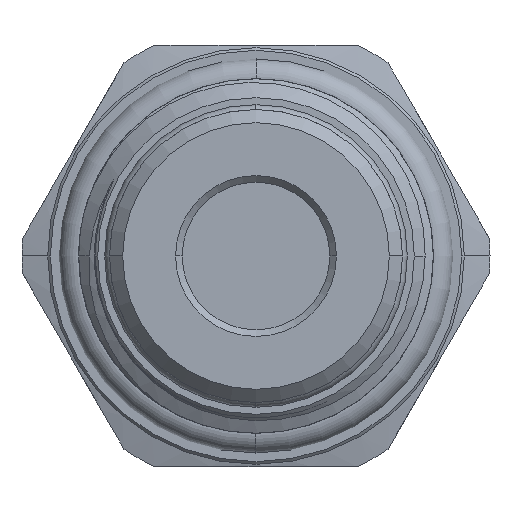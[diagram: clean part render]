
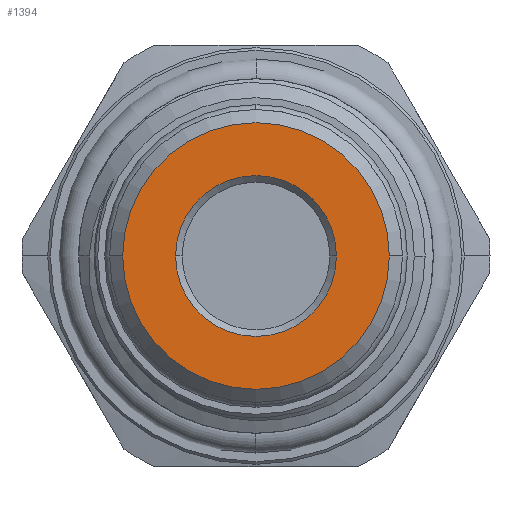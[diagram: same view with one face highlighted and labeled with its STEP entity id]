
A CAD part, left-side view. The second image highlights one B-rep face of the part: STEP entity #1394.
In plain terms, the highlighted planar face has unit normal (-1, 0, 0).
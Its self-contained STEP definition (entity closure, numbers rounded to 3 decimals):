
#75 = CARTESIAN_POINT ( 'NONE',  ( -78.15, -6.1, 0. ) ) ;
#1096 = VERTEX_POINT ( 'NONE', #75 ) ;
#1394 = ADVANCED_FACE ( 'NONE', ( #4700, #4706 ), #6529, .T. ) ;
#2001 = EDGE_CURVE ( 'NONE', #13342, #1096, #9278, .T. ) ;
#2038 = EDGE_CURVE ( 'NONE', #2678, #2752, #9328, .T. ) ;
#2195 = EDGE_CURVE ( 'NONE', #1096, #13342, #9493, .T. ) ;
#2196 = EDGE_CURVE ( 'NONE', #2752, #2678, #9495, .T. ) ;
#2399 = AXIS2_PLACEMENT_3D ( 'NONE', #6526, #6531, #6532 ) ;
#2678 = VERTEX_POINT ( 'NONE', #13924 ) ;
#2752 = VERTEX_POINT ( 'NONE', #13999 ) ;
#2808 = EDGE_LOOP ( 'NONE', ( #4291, #4292 ) ) ;
#2834 = EDGE_LOOP ( 'NONE', ( #4289, #4290 ) ) ;
#4289 = ORIENTED_EDGE ( 'NONE', *, *, #2001, .T. ) ;
#4290 = ORIENTED_EDGE ( 'NONE', *, *, #2195, .T. ) ;
#4291 = ORIENTED_EDGE ( 'NONE', *, *, #2196, .T. ) ;
#4292 = ORIENTED_EDGE ( 'NONE', *, *, #2038, .T. ) ;
#4700 = FACE_BOUND ( 'NONE', #2834, .T. ) ;
#4706 = FACE_OUTER_BOUND ( 'NONE', #2808, .T. ) ;
#6526 = CARTESIAN_POINT ( 'NONE',  ( -78.15, 0., 0. ) ) ;
#6529 = PLANE ( 'NONE',  #2399 ) ;
#6531 = DIRECTION ( 'NONE',  ( -1., 0., 0. ) ) ;
#6532 = DIRECTION ( 'NONE',  ( 0., 1., 0. ) ) ;
#9278 = CIRCLE ( 'NONE', #9923, 6.1 ) ;
#9328 = CIRCLE ( 'NONE', #9946, 10.11 ) ;
#9493 = CIRCLE ( 'NONE', #10016, 6.1 ) ;
#9495 = CIRCLE ( 'NONE', #10017, 10.11 ) ;
#9923 = AXIS2_PLACEMENT_3D ( 'NONE', #12051, #12052, #12053 ) ;
#9946 = AXIS2_PLACEMENT_3D ( 'NONE', #12201, #12202, #12203 ) ;
#10016 = AXIS2_PLACEMENT_3D ( 'NONE', #13095, #13096, #13097 ) ;
#10017 = AXIS2_PLACEMENT_3D ( 'NONE', #13098, #13099, #13100 ) ;
#12051 = CARTESIAN_POINT ( 'NONE',  ( -78.15, 0., 0. ) ) ;
#12052 = DIRECTION ( 'NONE',  ( 1., 0., 0. ) ) ;
#12053 = DIRECTION ( 'NONE',  ( 0., 1., 0. ) ) ;
#12201 = CARTESIAN_POINT ( 'NONE',  ( -78.15, 0., 0. ) ) ;
#12202 = DIRECTION ( 'NONE',  ( -1., 0., 0. ) ) ;
#12203 = DIRECTION ( 'NONE',  ( 0., 1., 0. ) ) ;
#13095 = CARTESIAN_POINT ( 'NONE',  ( -78.15, 0., 0. ) ) ;
#13096 = DIRECTION ( 'NONE',  ( 1., 0., 0. ) ) ;
#13097 = DIRECTION ( 'NONE',  ( 0., 1., 0. ) ) ;
#13098 = CARTESIAN_POINT ( 'NONE',  ( -78.15, 0., 0. ) ) ;
#13099 = DIRECTION ( 'NONE',  ( -1., 0., 0. ) ) ;
#13100 = DIRECTION ( 'NONE',  ( 0., 1., 0. ) ) ;
#13342 = VERTEX_POINT ( 'NONE', #14153 ) ;
#13924 = CARTESIAN_POINT ( 'NONE',  ( -78.15, 10.11, 0. ) ) ;
#13999 = CARTESIAN_POINT ( 'NONE',  ( -78.15, -10.11, 0. ) ) ;
#14153 = CARTESIAN_POINT ( 'NONE',  ( -78.15, 6.1, 0. ) ) ;
